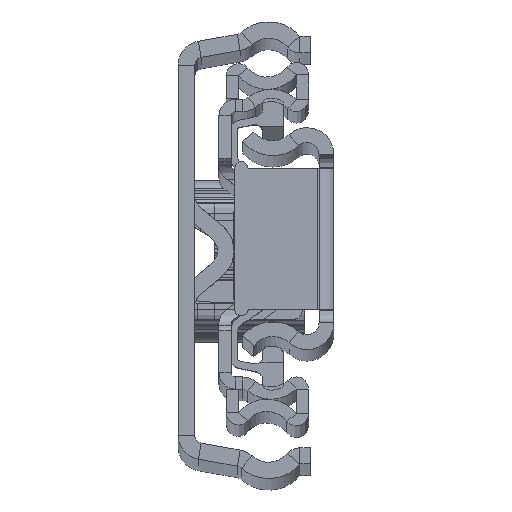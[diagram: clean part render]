
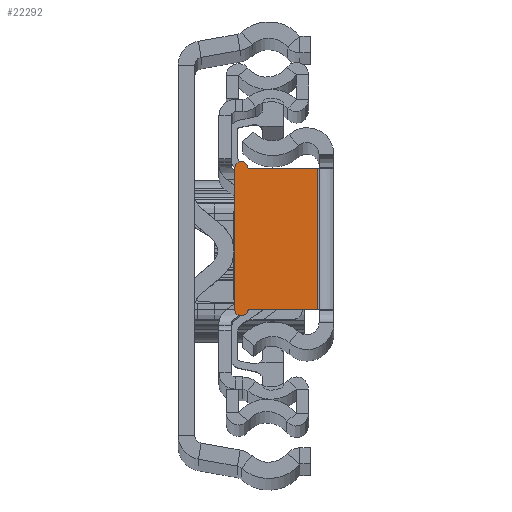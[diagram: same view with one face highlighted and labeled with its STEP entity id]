
A CAD part, top view. The second image highlights one B-rep face of the part: STEP entity #22292.
In plain terms, the highlighted planar face has unit normal (0, 0, 1).
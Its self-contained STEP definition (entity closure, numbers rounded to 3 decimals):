
#291 = VECTOR ( 'NONE', #44421, 1000. ) ;
#1883 = DIRECTION ( 'NONE',  ( 0., 0., 1. ) ) ;
#2550 = AXIS2_PLACEMENT_3D ( 'NONE', #21599, #1883, #17695 ) ;
#4335 = VERTEX_POINT ( 'NONE', #32454 ) ;
#4617 = CARTESIAN_POINT ( 'NONE',  ( -2., 8.65, 0. ) ) ;
#5581 = ORIENTED_EDGE ( 'NONE', *, *, #6123, .T. ) ;
#5597 = ORIENTED_EDGE ( 'NONE', *, *, #26469, .F. ) ;
#6048 = VECTOR ( 'NONE', #6855, 1000. ) ;
#6123 = EDGE_CURVE ( 'NONE', #36009, #6195, #31073, .T. ) ;
#6195 = VERTEX_POINT ( 'NONE', #4617 ) ;
#6770 = CIRCLE ( 'NONE', #2550, 0.85 ) ;
#6855 = DIRECTION ( 'NONE',  ( 1., 0., 0. ) ) ;
#8343 = VERTEX_POINT ( 'NONE', #37581 ) ;
#9522 = FACE_OUTER_BOUND ( 'NONE', #27613, .T. ) ;
#11000 = ORIENTED_EDGE ( 'NONE', *, *, #27155, .F. ) ;
#13851 = EDGE_CURVE ( 'NONE', #30459, #4335, #6770, .T. ) ;
#17366 = ORIENTED_EDGE ( 'NONE', *, *, #13851, .T. ) ;
#17695 = DIRECTION ( 'NONE',  ( -1., 0., 0. ) ) ;
#18517 = LINE ( 'NONE', #41913, #6048 ) ;
#18620 = CARTESIAN_POINT ( 'NONE',  ( -2., 0., 0. ) ) ;
#20904 = CARTESIAN_POINT ( 'NONE',  ( -10.5, 8.65, 0. ) ) ;
#21554 = CARTESIAN_POINT ( 'NONE',  ( -12.2, -8.65, 0. ) ) ;
#21599 = CARTESIAN_POINT ( 'NONE',  ( -11.35, -8.65, 0. ) ) ;
#22094 = CARTESIAN_POINT ( 'NONE',  ( -11.35, 8.65, 0. ) ) ;
#22292 = ADVANCED_FACE ( 'NONE', ( #9522 ), #25366, .T. ) ;
#22991 = CARTESIAN_POINT ( 'NONE',  ( -12.2, 8.65, 0. ) ) ;
#23201 = VECTOR ( 'NONE', #34457, 1000. ) ;
#24882 = VECTOR ( 'NONE', #30791, 1000. ) ;
#25366 = PLANE ( 'NONE',  #50613 ) ;
#25594 = DIRECTION ( 'NONE',  ( 1., 0., 0. ) ) ;
#26469 = EDGE_CURVE ( 'NONE', #31273, #6195, #18517, .T. ) ;
#27155 = EDGE_CURVE ( 'NONE', #36009, #4335, #32185, .T. ) ;
#27613 = EDGE_LOOP ( 'NONE', ( #31651, #17366, #11000, #5581, #5597, #41651 ) ) ;
#28338 = CARTESIAN_POINT ( 'NONE',  ( -2., -8.65, 0. ) ) ;
#30459 = VERTEX_POINT ( 'NONE', #33475 ) ;
#30791 = DIRECTION ( 'NONE',  ( 0., 1., 0. ) ) ;
#30890 = DIRECTION ( 'NONE',  ( 0., 0., 1. ) ) ;
#31073 = LINE ( 'NONE', #18620, #23201 ) ;
#31273 = VERTEX_POINT ( 'NONE', #20904 ) ;
#31651 = ORIENTED_EDGE ( 'NONE', *, *, #41674, .F. ) ;
#32185 = LINE ( 'NONE', #21554, #291 ) ;
#32266 = CIRCLE ( 'NONE', #45551, 0.85 ) ;
#32454 = CARTESIAN_POINT ( 'NONE',  ( -10.5, -8.65, 0. ) ) ;
#33386 = DIRECTION ( 'NONE',  ( 0., 0., 1. ) ) ;
#33475 = CARTESIAN_POINT ( 'NONE',  ( -12.2, -8.65, 0. ) ) ;
#34457 = DIRECTION ( 'NONE',  ( 0., 1., 0. ) ) ;
#36009 = VERTEX_POINT ( 'NONE', #28338 ) ;
#37581 = CARTESIAN_POINT ( 'NONE',  ( -12.2, 8.65, 0. ) ) ;
#38808 = LINE ( 'NONE', #22991, #24882 ) ;
#41434 = CARTESIAN_POINT ( 'NONE',  ( 0., 0., 0. ) ) ;
#41651 = ORIENTED_EDGE ( 'NONE', *, *, #51245, .T. ) ;
#41674 = EDGE_CURVE ( 'NONE', #30459, #8343, #38808, .T. ) ;
#41913 = CARTESIAN_POINT ( 'NONE',  ( -1.8, 8.65, 0. ) ) ;
#42576 = DIRECTION ( 'NONE',  ( 1., 0., 0. ) ) ;
#44421 = DIRECTION ( 'NONE',  ( -1., 0., 0. ) ) ;
#45551 = AXIS2_PLACEMENT_3D ( 'NONE', #22094, #30890, #42576 ) ;
#50613 = AXIS2_PLACEMENT_3D ( 'NONE', #41434, #33386, #25594 ) ;
#51245 = EDGE_CURVE ( 'NONE', #31273, #8343, #32266, .T. ) ;
